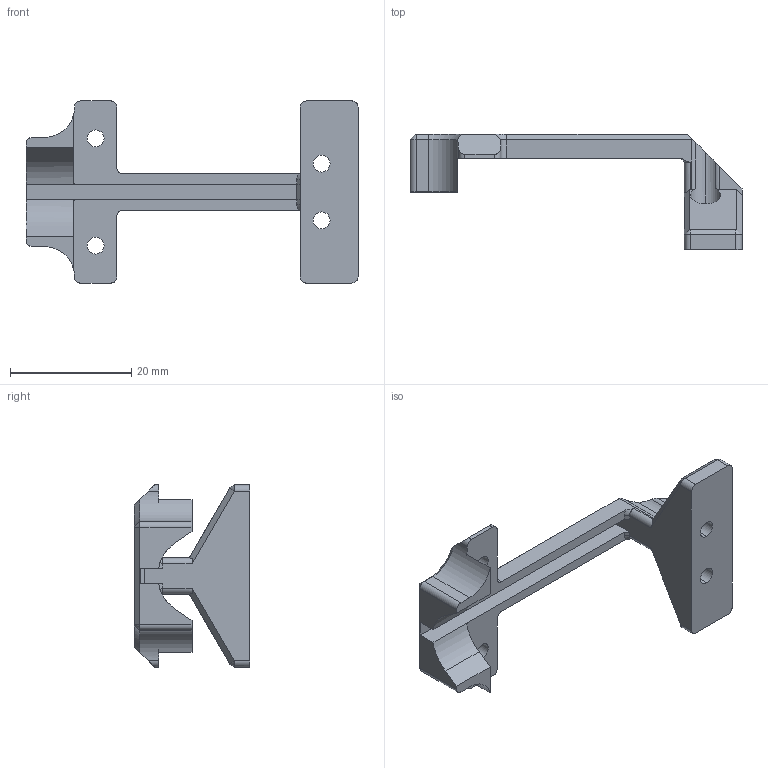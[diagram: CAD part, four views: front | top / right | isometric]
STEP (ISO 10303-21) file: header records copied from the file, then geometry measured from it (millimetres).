
FILE_DESCRIPTION (( 'STEP AP203' ), '1' );
FILE_NAME ('Pusher_Guide_Top_Load_Experimental_V1.STEP', '2022-07-20T17:38:22', ( '' ), ( '' ), 'SwSTEP 2.0', 'SolidWorks 2020', '' );
FILE_SCHEMA (( 'CONFIG_CONTROL_DESIGN' ));
Length unit declared in the file: millimetre
Products named in the file (1): Pusher_Guide_Top_Load_Experimental_V1
Bounding box: 54.69 x 19 x 30 mm (x, y, z)
Volume: 3953.4 mm3; surface area: 3542.2 mm2
Topology: 1 solids, 1 shells, 108 faces, 294 edges, 190 vertices
Faces by surface type: plane 58, cylinder 38, cone 8, bspline 4
Entity records: 3749 total; most frequent: CARTESIAN_POINT 1009, ORIENTED_EDGE 588, DIRECTION 520, EDGE_CURVE 294, VERTEX_POINT 190, LINE 178, VECTOR 178, AXIS2_PLACEMENT_3D 171
